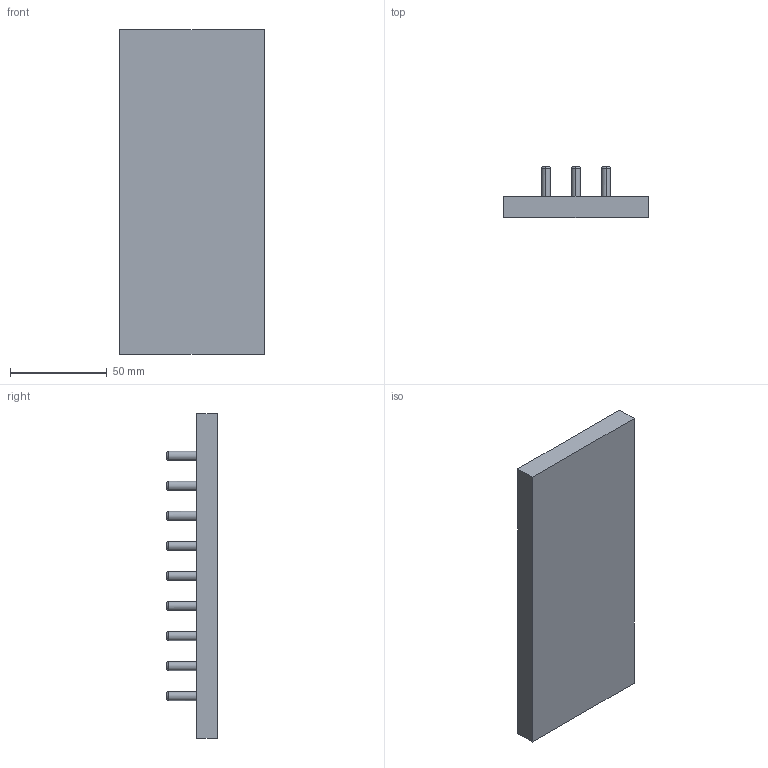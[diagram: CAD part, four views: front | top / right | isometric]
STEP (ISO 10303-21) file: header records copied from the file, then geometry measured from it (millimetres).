
FILE_DESCRIPTION(('FreeCAD Model'),'2;1');
FILE_NAME('Open CASCADE Shape Model','2025-04-29T17:11:31',('FreeCAD'),( 'FreeCAD'),'Open CASCADE STEP processor 7.6','FreeCAD','Unknown');
FILE_SCHEMA(('AUTOMOTIVE_DESIGN { 1 0 10303 214 1 1 1 1 }'));
Length unit declared in the file: millimetre
Products named in the file (1): Open CASCADE STEP translator 7.6 1
Bounding box: 74.6 x 26.23 x 167.85 mm (x, y, z)
Volume: 59381.1 mm3; surface area: 42431.4 mm2
Topology: 1 solids, 1 shells, 214 faces, 444 edges, 260 vertices
Faces by surface type: bspline 214
Entity records: 6688 total; most frequent: CARTESIAN_POINT 4197, ORIENTED_EDGE 888, EDGE_CURVE 444, VERTEX_POINT 260, FACE_BOUND 242, EDGE_LOOP 242, ADVANCED_FACE 214, B_SPLINE_CURVE_WITH_KNOTS 146
